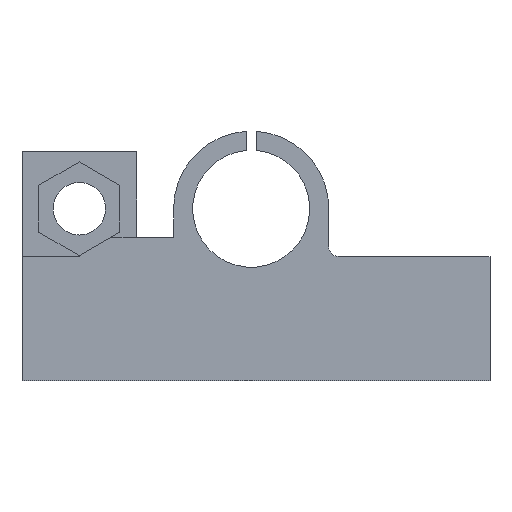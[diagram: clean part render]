
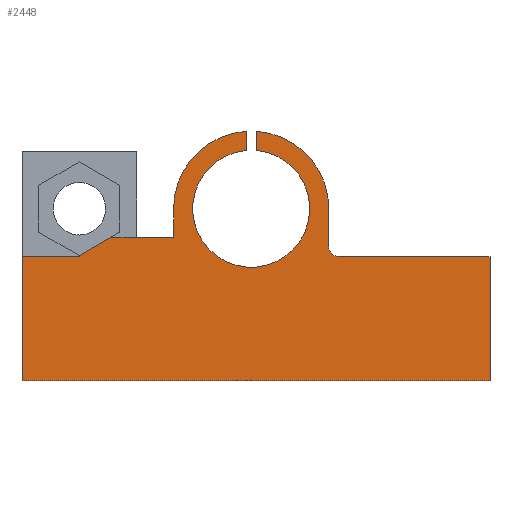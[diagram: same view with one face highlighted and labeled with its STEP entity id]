
A CAD part, front view. The second image highlights one B-rep face of the part: STEP entity #2448.
In plain terms, the highlighted planar face has unit normal (0, -1, 0).
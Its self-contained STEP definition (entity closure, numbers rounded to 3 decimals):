
#4 = LINE ( 'NONE', #2000, #16 ) ;
#12 = DIRECTION ( 'NONE',  ( 0., 0., 1. ) ) ;
#13 = DIRECTION ( 'NONE',  ( 0., 1., 0. ) ) ;
#16 = VECTOR ( 'NONE', #1987, 1000. ) ;
#25 = PLANE ( 'NONE',  #507 ) ;
#37 = CARTESIAN_POINT ( 'NONE',  ( 13.823, -4.166, 8.536 ) ) ;
#38 = VECTOR ( 'NONE', #596, 1000. ) ;
#61 = DIRECTION ( 'NONE',  ( 0., 0., -1. ) ) ;
#67 = CARTESIAN_POINT ( 'NONE',  ( 3.323, -4.166, -4.464 ) ) ;
#75 = CARTESIAN_POINT ( 'NONE',  ( 4.323, -4.166, 19.641 ) ) ;
#98 = LINE ( 'NONE', #635, #38 ) ;
#112 = EDGE_CURVE ( 'NONE', #1344, #2417, #120, .T. ) ;
#120 = CIRCLE ( 'NONE', #2283, 6.125 ) ;
#131 = CARTESIAN_POINT ( 'NONE',  ( -14.177, -4.166, 8.536 ) ) ;
#132 = VERTEX_POINT ( 'NONE', #1731 ) ;
#148 = CARTESIAN_POINT ( 'NONE',  ( 28.823, -4.166, 8.536 ) ) ;
#179 = DIRECTION ( 'NONE',  ( 0., 0., 1. ) ) ;
#180 = DIRECTION ( 'NONE',  ( 0., 1., 0. ) ) ;
#181 = CARTESIAN_POINT ( 'NONE',  ( 3.823, -4.166, 13.536 ) ) ;
#230 = ORIENTED_EDGE ( 'NONE', *, *, #1855, .F. ) ;
#239 = EDGE_CURVE ( 'NONE', #2269, #2417, #1916, .T. ) ;
#250 = LINE ( 'NONE', #67, #2227 ) ;
#299 = CARTESIAN_POINT ( 'NONE',  ( 4.323, -4.166, 21.646 ) ) ;
#301 = DIRECTION ( 'NONE',  ( 0., 0., -1. ) ) ;
#308 = CARTESIAN_POINT ( 'NONE',  ( -4.302, -4.166, -4.464 ) ) ;
#311 = VERTEX_POINT ( 'NONE', #1065 ) ;
#359 = LINE ( 'NONE', #597, #568 ) ;
#362 = EDGE_CURVE ( 'NONE', #2269, #1902, #1619, .T. ) ;
#390 = DIRECTION ( 'NONE',  ( 1., 0., 0. ) ) ;
#421 = CARTESIAN_POINT ( 'NONE',  ( -4.302, -4.166, 10.536 ) ) ;
#431 = CIRCLE ( 'NONE', #1648, 8.125 ) ;
#453 = EDGE_CURVE ( 'NONE', #2355, #1617, #359, .T. ) ;
#461 = CARTESIAN_POINT ( 'NONE',  ( 3.323, -4.166, 21.646 ) ) ;
#489 = EDGE_CURVE ( 'NONE', #1902, #1361, #98, .T. ) ;
#507 = AXIS2_PLACEMENT_3D ( 'NONE', #37, #13, #12 ) ;
#560 = VERTEX_POINT ( 'NONE', #461 ) ;
#568 = VECTOR ( 'NONE', #642, 1000. ) ;
#596 = DIRECTION ( 'NONE',  ( 0., 0., -1. ) ) ;
#597 = CARTESIAN_POINT ( 'NONE',  ( 28.823, -4.166, 8.536 ) ) ;
#618 = EDGE_CURVE ( 'NONE', #1361, #1539, #1279, .T. ) ;
#635 = CARTESIAN_POINT ( 'NONE',  ( 11.948, -4.166, -4.464 ) ) ;
#642 = DIRECTION ( 'NONE',  ( 0., 0., -1. ) ) ;
#660 = CARTESIAN_POINT ( 'NONE',  ( -4.302, -4.166, 13.536 ) ) ;
#694 = CARTESIAN_POINT ( 'NONE',  ( 11.948, -4.166, 13.536 ) ) ;
#720 = DIRECTION ( 'NONE',  ( 0.866, 0., 0.5 ) ) ;
#721 = CARTESIAN_POINT ( 'NONE',  ( 6.783, -4.166, 20.73 ) ) ;
#817 = DIRECTION ( 'NONE',  ( 0., 0., 1. ) ) ;
#856 = EDGE_CURVE ( 'NONE', #2355, #1539, #4, .T. ) ;
#909 = DIRECTION ( 'NONE',  ( 0., 1., 0. ) ) ;
#912 = CARTESIAN_POINT ( 'NONE',  ( 3.823, -4.166, 13.536 ) ) ;
#920 = LINE ( 'NONE', #1813, #982 ) ;
#978 = LINE ( 'NONE', #1253, #1040 ) ;
#982 = VECTOR ( 'NONE', #1814, 1000. ) ;
#984 = EDGE_CURVE ( 'NONE', #1617, #1217, #920, .T. ) ;
#1005 = VECTOR ( 'NONE', #390, 1000. ) ;
#1040 = VECTOR ( 'NONE', #1258, 1000. ) ;
#1042 = CARTESIAN_POINT ( 'NONE',  ( 28.823, -4.166, -4.464 ) ) ;
#1065 = CARTESIAN_POINT ( 'NONE',  ( -20.177, -4.166, 8.536 ) ) ;
#1121 = CARTESIAN_POINT ( 'NONE',  ( -10.873, -4.166, 10.536 ) ) ;
#1132 = FACE_OUTER_BOUND ( 'NONE', #1282, .T. ) ;
#1133 = DIRECTION ( 'NONE',  ( 0., 0., -1. ) ) ;
#1147 = CARTESIAN_POINT ( 'NONE',  ( 12.948, -4.166, 8.536 ) ) ;
#1157 = CARTESIAN_POINT ( 'NONE',  ( -14.177, -4.166, 10.536 ) ) ;
#1166 = CARTESIAN_POINT ( 'NONE',  ( -4.302, -4.166, 10.536 ) ) ;
#1176 = LINE ( 'NONE', #721, #1895 ) ;
#1217 = VERTEX_POINT ( 'NONE', #1532 ) ;
#1237 = LINE ( 'NONE', #308, #1758 ) ;
#1253 = CARTESIAN_POINT ( 'NONE',  ( 13.823, -4.166, 8.536 ) ) ;
#1258 = DIRECTION ( 'NONE',  ( -1., 0., 0. ) ) ;
#1265 = EDGE_CURVE ( 'NONE', #1217, #311, #1898, .T. ) ;
#1271 = DIRECTION ( 'NONE',  ( 0., 0., -1. ) ) ;
#1279 = CIRCLE ( 'NONE', #1901, 1. ) ;
#1282 = EDGE_LOOP ( 'NONE', ( #230, #2077, #2284, #2012, #1949, #2368, #2204, #2181, #2158, #2301, #2341, #1984, #1952, #1889, #1757, #1596 ) ) ;
#1296 = CARTESIAN_POINT ( 'NONE',  ( 4.323, -4.166, -4.464 ) ) ;
#1314 = VECTOR ( 'NONE', #1444, 1000. ) ;
#1344 = VERTEX_POINT ( 'NONE', #1377 ) ;
#1347 = CARTESIAN_POINT ( 'NONE',  ( 11.948, -4.166, 9.536 ) ) ;
#1361 = VERTEX_POINT ( 'NONE', #1347 ) ;
#1377 = CARTESIAN_POINT ( 'NONE',  ( 3.323, -4.166, 19.641 ) ) ;
#1419 = EDGE_CURVE ( 'NONE', #2366, #311, #978, .T. ) ;
#1444 = DIRECTION ( 'NONE',  ( 0., 0., 1. ) ) ;
#1451 = CARTESIAN_POINT ( 'NONE',  ( -20.177, -4.166, -19.464 ) ) ;
#1480 = AXIS2_PLACEMENT_3D ( 'NONE', #912, #909, #817 ) ;
#1490 = VERTEX_POINT ( 'NONE', #1166 ) ;
#1532 = CARTESIAN_POINT ( 'NONE',  ( -20.177, -4.166, -4.464 ) ) ;
#1539 = VERTEX_POINT ( 'NONE', #1147 ) ;
#1564 = VERTEX_POINT ( 'NONE', #1121 ) ;
#1568 = EDGE_CURVE ( 'NONE', #132, #2366, #2303, .T. ) ;
#1588 = LINE ( 'NONE', #421, #1005 ) ;
#1596 = ORIENTED_EDGE ( 'NONE', *, *, #2156, .F. ) ;
#1617 = VERTEX_POINT ( 'NONE', #1042 ) ;
#1619 = CIRCLE ( 'NONE', #1480, 8.125 ) ;
#1648 = AXIS2_PLACEMENT_3D ( 'NONE', #181, #180, #179 ) ;
#1731 = CARTESIAN_POINT ( 'NONE',  ( -14.177, -4.166, 8.629 ) ) ;
#1745 = DIRECTION ( 'NONE',  ( 0., -1., 0. ) ) ;
#1746 = CARTESIAN_POINT ( 'NONE',  ( 3.823, -4.166, 13.536 ) ) ;
#1757 = ORIENTED_EDGE ( 'NONE', *, *, #2252, .T. ) ;
#1758 = VECTOR ( 'NONE', #301, 1000. ) ;
#1813 = CARTESIAN_POINT ( 'NONE',  ( 13.823, -4.166, -4.464 ) ) ;
#1814 = DIRECTION ( 'NONE',  ( -1., 0., 0. ) ) ;
#1842 = DIRECTION ( 'NONE',  ( 0., 0., 1. ) ) ;
#1855 = EDGE_CURVE ( 'NONE', #132, #1564, #1176, .T. ) ;
#1862 = VECTOR ( 'NONE', #1133, 1000. ) ;
#1889 = ORIENTED_EDGE ( 'NONE', *, *, #2333, .F. ) ;
#1895 = VECTOR ( 'NONE', #720, 1000. ) ;
#1898 = LINE ( 'NONE', #1451, #1314 ) ;
#1901 = AXIS2_PLACEMENT_3D ( 'NONE', #2304, #2297, #2291 ) ;
#1902 = VERTEX_POINT ( 'NONE', #694 ) ;
#1916 = LINE ( 'NONE', #1296, #2044 ) ;
#1935 = VERTEX_POINT ( 'NONE', #660 ) ;
#1949 = ORIENTED_EDGE ( 'NONE', *, *, #984, .F. ) ;
#1952 = ORIENTED_EDGE ( 'NONE', *, *, #2430, .F. ) ;
#1984 = ORIENTED_EDGE ( 'NONE', *, *, #112, .F. ) ;
#1987 = DIRECTION ( 'NONE',  ( -1., 0., 0. ) ) ;
#2000 = CARTESIAN_POINT ( 'NONE',  ( 13.823, -4.166, 8.536 ) ) ;
#2012 = ORIENTED_EDGE ( 'NONE', *, *, #1265, .F. ) ;
#2044 = VECTOR ( 'NONE', #1271, 1000. ) ;
#2077 = ORIENTED_EDGE ( 'NONE', *, *, #1568, .T. ) ;
#2156 = EDGE_CURVE ( 'NONE', #1564, #1490, #1588, .T. ) ;
#2158 = ORIENTED_EDGE ( 'NONE', *, *, #489, .F. ) ;
#2181 = ORIENTED_EDGE ( 'NONE', *, *, #618, .F. ) ;
#2204 = ORIENTED_EDGE ( 'NONE', *, *, #856, .T. ) ;
#2227 = VECTOR ( 'NONE', #61, 1000. ) ;
#2252 = EDGE_CURVE ( 'NONE', #1935, #1490, #1237, .T. ) ;
#2269 = VERTEX_POINT ( 'NONE', #299 ) ;
#2283 = AXIS2_PLACEMENT_3D ( 'NONE', #1746, #1745, #1842 ) ;
#2284 = ORIENTED_EDGE ( 'NONE', *, *, #1419, .T. ) ;
#2291 = DIRECTION ( 'NONE',  ( 0., 0., 1. ) ) ;
#2297 = DIRECTION ( 'NONE',  ( 0., -1., 0. ) ) ;
#2301 = ORIENTED_EDGE ( 'NONE', *, *, #362, .F. ) ;
#2303 = LINE ( 'NONE', #1157, #1862 ) ;
#2304 = CARTESIAN_POINT ( 'NONE',  ( 12.948, -4.166, 9.536 ) ) ;
#2333 = EDGE_CURVE ( 'NONE', #1935, #560, #431, .T. ) ;
#2341 = ORIENTED_EDGE ( 'NONE', *, *, #239, .T. ) ;
#2355 = VERTEX_POINT ( 'NONE', #148 ) ;
#2366 = VERTEX_POINT ( 'NONE', #131 ) ;
#2368 = ORIENTED_EDGE ( 'NONE', *, *, #453, .F. ) ;
#2417 = VERTEX_POINT ( 'NONE', #75 ) ;
#2430 = EDGE_CURVE ( 'NONE', #560, #1344, #250, .T. ) ;
#2448 = ADVANCED_FACE ( 'NONE', ( #1132 ), #25, .F. ) ;
